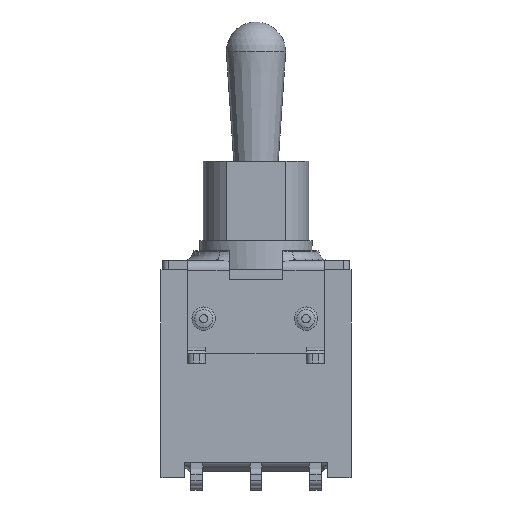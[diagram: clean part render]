
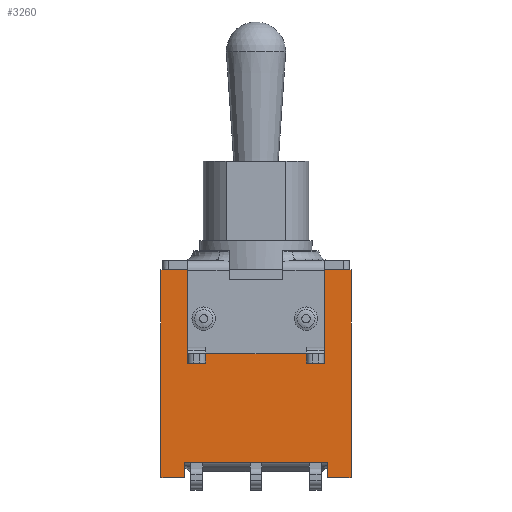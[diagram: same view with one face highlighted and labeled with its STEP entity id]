
A CAD part, front view. The second image highlights one B-rep face of the part: STEP entity #3260.
In plain terms, the highlighted planar face has unit normal (0, -1, 0).
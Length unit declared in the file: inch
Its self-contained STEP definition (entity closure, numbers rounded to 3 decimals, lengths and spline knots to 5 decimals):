
#155=PLANE('',#3562);
#320=FACE_OUTER_BOUND('',#495,.T.);
#495=EDGE_LOOP('',(#2887,#2888,#2889,#2890,#2891,#2892,#2893,#2894,#2895,
#2896,#2897,#2898,#2899,#2900));
#696=LINE('',#5449,#1010);
#759=LINE('',#5703,#1073);
#764=LINE('',#5715,#1078);
#769=LINE('',#5726,#1083);
#771=LINE('',#5733,#1085);
#789=LINE('',#5774,#1103);
#790=LINE('',#5777,#1104);
#793=LINE('',#5787,#1107);
#794=LINE('',#5789,#1108);
#795=LINE('',#5791,#1109);
#796=LINE('',#5793,#1110);
#797=LINE('',#5795,#1111);
#798=LINE('',#5797,#1112);
#799=LINE('',#5798,#1113);
#1010=VECTOR('',#4071,0.3937);
#1073=VECTOR('',#4278,0.3937);
#1078=VECTOR('',#4293,0.3937);
#1083=VECTOR('',#4308,0.3937);
#1085=VECTOR('',#4318,0.3937);
#1103=VECTOR('',#4358,0.3937);
#1104=VECTOR('',#4361,0.3937);
#1107=VECTOR('',#4376,0.3937);
#1108=VECTOR('',#4377,0.3937);
#1109=VECTOR('',#4378,0.3937);
#1110=VECTOR('',#4379,0.3937);
#1111=VECTOR('',#4380,0.3937);
#1112=VECTOR('',#4381,0.3937);
#1113=VECTOR('',#4382,0.3937);
#1486=VERTEX_POINT('',#5447);
#1487=VERTEX_POINT('',#5448);
#1551=VERTEX_POINT('',#5701);
#1552=VERTEX_POINT('',#5702);
#1554=VERTEX_POINT('',#5713);
#1556=VERTEX_POINT('',#5732);
#1568=VERTEX_POINT('',#5772);
#1569=VERTEX_POINT('',#5776);
#1570=VERTEX_POINT('',#5786);
#1571=VERTEX_POINT('',#5788);
#1572=VERTEX_POINT('',#5790);
#1573=VERTEX_POINT('',#5792);
#1574=VERTEX_POINT('',#5794);
#1575=VERTEX_POINT('',#5796);
#1884=EDGE_CURVE('',#1486,#1487,#696,.T.);
#1985=EDGE_CURVE('',#1551,#1552,#759,.T.);
#1992=EDGE_CURVE('',#1552,#1554,#764,.T.);
#1998=EDGE_CURVE('',#1487,#1551,#769,.T.);
#2000=EDGE_CURVE('',#1556,#1486,#771,.T.);
#2021=EDGE_CURVE('',#1554,#1568,#789,.T.);
#2022=EDGE_CURVE('',#1569,#1556,#790,.T.);
#2027=EDGE_CURVE('',#1570,#1568,#793,.T.);
#2028=EDGE_CURVE('',#1571,#1570,#794,.T.);
#2029=EDGE_CURVE('',#1571,#1572,#795,.T.);
#2030=EDGE_CURVE('',#1572,#1573,#796,.T.);
#2031=EDGE_CURVE('',#1573,#1574,#797,.T.);
#2032=EDGE_CURVE('',#1575,#1574,#798,.T.);
#2033=EDGE_CURVE('',#1575,#1569,#799,.T.);
#2887=ORIENTED_EDGE('',*,*,#1884,.T.);
#2888=ORIENTED_EDGE('',*,*,#1998,.T.);
#2889=ORIENTED_EDGE('',*,*,#1985,.T.);
#2890=ORIENTED_EDGE('',*,*,#1992,.T.);
#2891=ORIENTED_EDGE('',*,*,#2021,.T.);
#2892=ORIENTED_EDGE('',*,*,#2027,.F.);
#2893=ORIENTED_EDGE('',*,*,#2028,.F.);
#2894=ORIENTED_EDGE('',*,*,#2029,.T.);
#2895=ORIENTED_EDGE('',*,*,#2030,.T.);
#2896=ORIENTED_EDGE('',*,*,#2031,.T.);
#2897=ORIENTED_EDGE('',*,*,#2032,.F.);
#2898=ORIENTED_EDGE('',*,*,#2033,.T.);
#2899=ORIENTED_EDGE('',*,*,#2022,.T.);
#2900=ORIENTED_EDGE('',*,*,#2000,.T.);
#3260=ADVANCED_FACE('',(#320),#155,.T.);
#3562=AXIS2_PLACEMENT_3D('',#5785,#4374,#4375);
#4071=DIRECTION('',(0.,0.,-1.));
#4278=DIRECTION('',(0.,0.,1.));
#4293=DIRECTION('',(-1.,0.,0.));
#4308=DIRECTION('',(-1.,0.,0.));
#4318=DIRECTION('',(-1.,0.,0.));
#4358=DIRECTION('',(-1.,0.,0.));
#4361=DIRECTION('',(-1.,0.,0.));
#4374=DIRECTION('center_axis',(0.,-1.,0.));
#4375=DIRECTION('ref_axis',(0.,0.,-1.));
#4376=DIRECTION('',(0.,0.,1.));
#4377=DIRECTION('',(-1.,0.,0.));
#4378=DIRECTION('',(0.,0.,1.));
#4379=DIRECTION('',(1.,0.,0.));
#4380=DIRECTION('',(0.,0.,-1.));
#4381=DIRECTION('',(-1.,0.,0.));
#4382=DIRECTION('',(0.,0.,1.));
#5447=CARTESIAN_POINT('',(0.11496,-0.1,0.35));
#5448=CARTESIAN_POINT('',(0.11496,-0.1,0.20906));
#5449=CARTESIAN_POINT('',(0.11496,-0.1,0.18287));
#5701=CARTESIAN_POINT('',(-0.11496,-0.1,0.20906));
#5702=CARTESIAN_POINT('',(-0.11496,-0.1,0.35));
#5703=CARTESIAN_POINT('',(-0.11496,-0.1,0.10433));
#5713=CARTESIAN_POINT('',(-0.14764,-0.1,0.35));
#5715=CARTESIAN_POINT('',(0.16004,-0.1,0.35));
#5726=CARTESIAN_POINT('',(0.05,-0.1,0.20906));
#5732=CARTESIAN_POINT('',(0.14764,-0.1,0.35));
#5733=CARTESIAN_POINT('',(0.16004,-0.1,0.35));
#5772=CARTESIAN_POINT('',(-0.16004,-0.1,0.35));
#5774=CARTESIAN_POINT('',(0.16004,-0.1,0.35));
#5776=CARTESIAN_POINT('',(0.16004,-0.1,0.35));
#5777=CARTESIAN_POINT('',(0.16004,-0.1,0.35));
#5785=CARTESIAN_POINT('Origin',(0.16004,-0.1,0.));
#5786=CARTESIAN_POINT('',(-0.16004,-0.1,0.));
#5787=CARTESIAN_POINT('',(-0.16004,-0.1,0.));
#5788=CARTESIAN_POINT('',(-0.12067,-0.1,0.));
#5789=CARTESIAN_POINT('',(0.16004,-0.1,0.));
#5790=CARTESIAN_POINT('',(-0.12067,-0.1,0.02559));
#5791=CARTESIAN_POINT('',(-0.12067,-0.1,0.));
#5792=CARTESIAN_POINT('',(0.12067,-0.1,0.02559));
#5793=CARTESIAN_POINT('',(0.08002,-0.1,0.02559));
#5794=CARTESIAN_POINT('',(0.12067,-0.1,0.));
#5795=CARTESIAN_POINT('',(0.12067,-0.1,0.));
#5796=CARTESIAN_POINT('',(0.16004,-0.1,0.));
#5797=CARTESIAN_POINT('',(0.16004,-0.1,0.));
#5798=CARTESIAN_POINT('',(0.16004,-0.1,0.));
